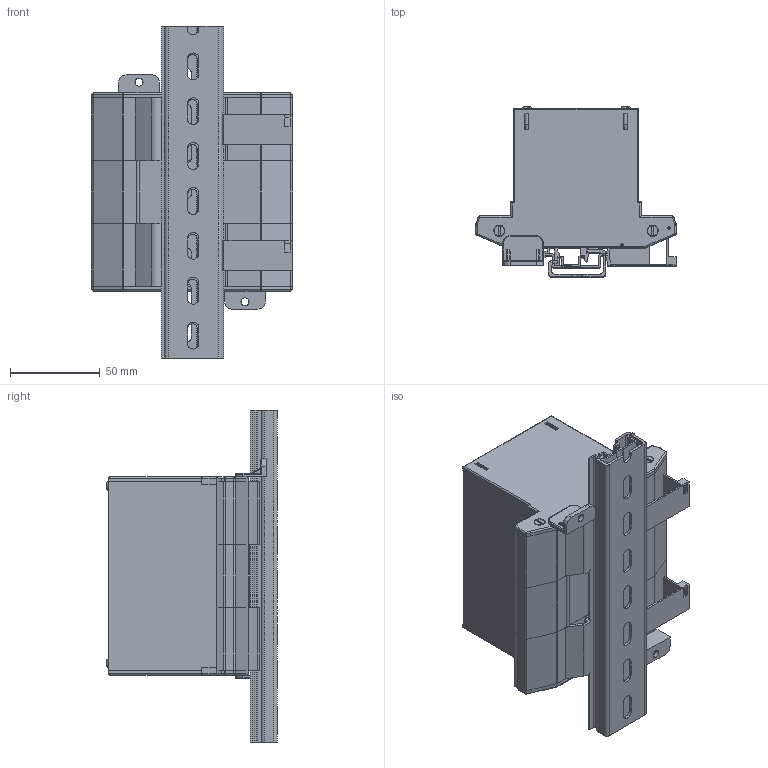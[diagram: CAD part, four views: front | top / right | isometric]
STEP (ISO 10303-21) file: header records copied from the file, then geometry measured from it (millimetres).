
FILE_DESCRIPTION (( 'STEP AP214' ), '1' );
FILE_NAME ('UEW-105.STEP', '2022-01-17T12:23:28', ( '' ), ( '' ), 'SwSTEP 2.0', 'SolidWorks 2017', '' );
FILE_SCHEMA (( 'AUTOMOTIVE_DESIGN' ));
Length unit declared in the file: millimetre
Products named in the file (42): Pin 105 Solid; Horizontal PCB UE-105; Top Cover Screw; End Plate Screw; Foot Piece; Rail-15-105; Rail-35-105; Pin 105; End Piece UE; High Bracket UBRH; Base PCB UEC 105; UEW-105; Rail-G-105 Profile; Vertical PCB UE; Top cover 105; Spacer Piece
Assembly tree (26 placements, depth 2):
  Horizontal PCB UE-105
  End Plate Screw
  Pin 105 Solid
  End Plate Screw
  Top Cover Screw
Bounding box: 112.5 x 94.93 x 185 mm (x, y, z)
Volume: 199851.1 mm3; surface area: 254521.2 mm2
Topology: 26 solids, 26 shells, 1874 faces, 5068 edges, 3280 vertices
Faces by surface type: plane 1081, cylinder 637, torus 84, cone 52, bspline 16, sphere 4
Entity records: 39109 total; most frequent: CARTESIAN_POINT 6891, DIRECTION 6567, ORIENTED_EDGE 6502, EDGE_CURVE 3251, VECTOR 2237, LINE 2237, AXIS2_PLACEMENT_3D 2165, VERTEX_POINT 2117
